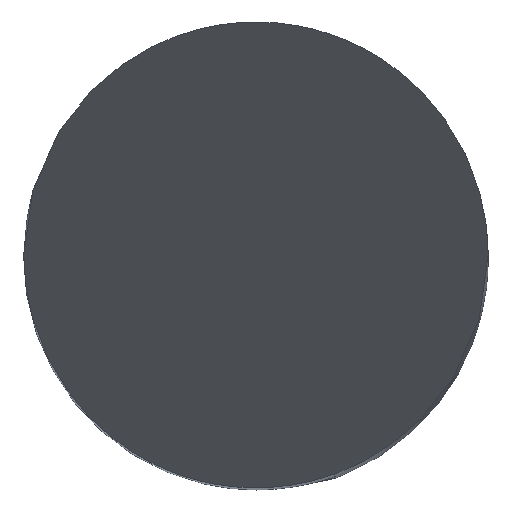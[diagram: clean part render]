
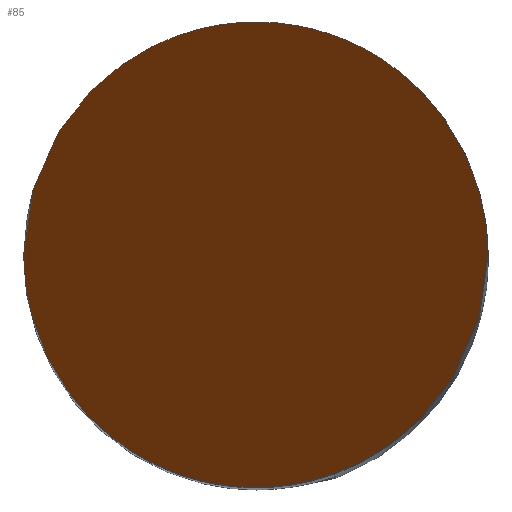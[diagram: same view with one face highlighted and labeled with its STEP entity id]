
A CAD part, top view. The second image highlights one B-rep face of the part: STEP entity #85.
In plain terms, the highlighted planar face has unit normal (0, -0.866, 0.5).
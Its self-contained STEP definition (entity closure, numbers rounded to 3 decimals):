
#56=PLANE('',#725);
#85=ADVANCED_FACE('',(#129),#56,.F.);
#129=FACE_OUTER_BOUND('',#167,.T.);
#167=EDGE_LOOP('',(#366,#367));
#366=ORIENTED_EDGE('',*,*,#575,.F.);
#367=ORIENTED_EDGE('',*,*,#576,.F.);
#508=VERTEX_POINT('',#1092);
#509=VERTEX_POINT('',#1093);
#575=EDGE_CURVE('',#508,#509,#672,.T.);
#576=EDGE_CURVE('',#509,#508,#673,.T.);
#672=(
BOUNDED_CURVE()
B_SPLINE_CURVE(3,(#1088,#1089,#1090,#1091),.UNSPECIFIED.,.F.,.F.)
B_SPLINE_CURVE_WITH_KNOTS((4,4),(0.,1.),.UNSPECIFIED.)
CURVE()
GEOMETRIC_REPRESENTATION_ITEM()
RATIONAL_B_SPLINE_CURVE((1.,0.333,0.333,1.))
REPRESENTATION_ITEM('')
);
#673=(
BOUNDED_CURVE()
B_SPLINE_CURVE(3,(#1094,#1095,#1096,#1097),.UNSPECIFIED.,.F.,.F.)
B_SPLINE_CURVE_WITH_KNOTS((4,4),(0.,1.),.UNSPECIFIED.)
CURVE()
GEOMETRIC_REPRESENTATION_ITEM()
RATIONAL_B_SPLINE_CURVE((1.,0.333,0.333,1.))
REPRESENTATION_ITEM('')
);
#725=AXIS2_PLACEMENT_3D('',#1201,#807,#808);
#807=DIRECTION('',(0.,0.866,-0.5));
#808=DIRECTION('',(0.,-0.5,-0.866));
#1088=CARTESIAN_POINT('',(-3.,0.,0.));
#1089=CARTESIAN_POINT('',(-3.,6.,10.392));
#1090=CARTESIAN_POINT('',(3.,6.,10.392));
#1091=CARTESIAN_POINT('',(3.,0.,0.));
#1092=CARTESIAN_POINT('',(-3.,0.,0.));
#1093=CARTESIAN_POINT('',(3.,0.,0.));
#1094=CARTESIAN_POINT('',(3.,0.,0.));
#1095=CARTESIAN_POINT('',(3.,-6.,-10.392));
#1096=CARTESIAN_POINT('',(-3.,-6.,-10.392));
#1097=CARTESIAN_POINT('',(-3.,0.,0.));
#1201=CARTESIAN_POINT('',(3.,3.,5.196));
